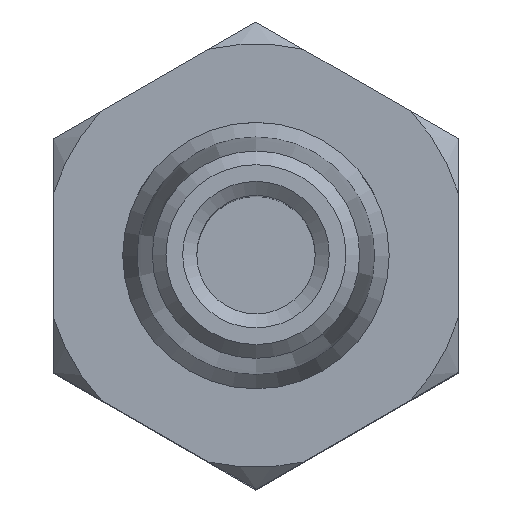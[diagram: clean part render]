
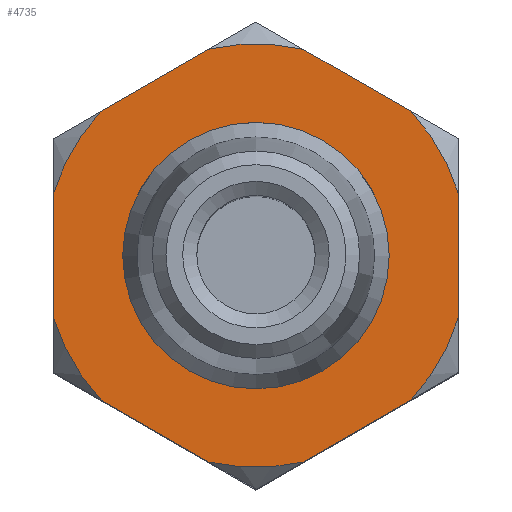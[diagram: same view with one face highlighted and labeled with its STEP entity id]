
A CAD part, top view. The second image highlights one B-rep face of the part: STEP entity #4735.
In plain terms, the highlighted planar face has unit normal (0, 0, 1).
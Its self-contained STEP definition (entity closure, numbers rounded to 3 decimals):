
#688=LINE('',#8516,#1109);
#689=LINE('',#8776,#1110);
#690=LINE('',#8777,#1111);
#691=LINE('',#8778,#1112);
#692=LINE('',#8779,#1113);
#693=LINE('',#8780,#1114);
#1109=VECTOR('',#5683,12.64);
#1110=VECTOR('',#5804,12.64);
#1111=VECTOR('',#5805,12.64);
#1112=VECTOR('',#5806,12.64);
#1113=VECTOR('',#5807,12.64);
#1114=VECTOR('',#5808,12.64);
#1299=PLANE('',#4966);
#1348=FACE_BOUND('',#1895,.T.);
#1600=FACE_OUTER_BOUND('',#1894,.T.);
#1894=EDGE_LOOP('',(#4277,#4278,#4279,#4280,#4281,#4282,#4283,#4284,#4285,
#4286,#4287,#4288));
#1895=EDGE_LOOP('',(#4289));
#1944=CIRCLE('',#4912,13.5);
#1947=CIRCLE('',#4919,21.452);
#1948=CIRCLE('',#4921,21.452);
#1949=CIRCLE('',#4923,21.452);
#1950=CIRCLE('',#4925,21.452);
#1951=CIRCLE('',#4927,21.452);
#1952=CIRCLE('',#4929,21.452);
#2353=VERTEX_POINT('',#8493);
#2360=VERTEX_POINT('',#8512);
#2361=VERTEX_POINT('',#8522);
#2365=VERTEX_POINT('',#8533);
#2366=VERTEX_POINT('',#8537);
#2368=VERTEX_POINT('',#8544);
#2369=VERTEX_POINT('',#8548);
#2370=VERTEX_POINT('',#8554);
#2371=VERTEX_POINT('',#8560);
#2373=VERTEX_POINT('',#8567);
#2374=VERTEX_POINT('',#8571);
#2375=VERTEX_POINT('',#8577);
#2377=VERTEX_POINT('',#8582);
#3000=EDGE_CURVE('',#2360,#2353,#688,.T.);
#3001=EDGE_CURVE('',#2361,#2361,#1944,.T.);
#3006=EDGE_CURVE('',#2365,#2366,#1947,.T.);
#3009=EDGE_CURVE('',#2368,#2369,#1948,.T.);
#3011=EDGE_CURVE('',#2360,#2370,#1949,.T.);
#3013=EDGE_CURVE('',#2371,#2353,#1950,.T.);
#3016=EDGE_CURVE('',#2373,#2374,#1951,.T.);
#3018=EDGE_CURVE('',#2377,#2375,#1952,.T.);
#3072=EDGE_CURVE('',#2373,#2375,#689,.T.);
#3073=EDGE_CURVE('',#2371,#2374,#690,.T.);
#3074=EDGE_CURVE('',#2368,#2370,#691,.T.);
#3075=EDGE_CURVE('',#2365,#2369,#692,.T.);
#3076=EDGE_CURVE('',#2377,#2366,#693,.T.);
#4277=ORIENTED_EDGE('',*,*,#3018,.T.);
#4278=ORIENTED_EDGE('',*,*,#3072,.F.);
#4279=ORIENTED_EDGE('',*,*,#3016,.T.);
#4280=ORIENTED_EDGE('',*,*,#3073,.F.);
#4281=ORIENTED_EDGE('',*,*,#3013,.T.);
#4282=ORIENTED_EDGE('',*,*,#3000,.F.);
#4283=ORIENTED_EDGE('',*,*,#3011,.T.);
#4284=ORIENTED_EDGE('',*,*,#3074,.F.);
#4285=ORIENTED_EDGE('',*,*,#3009,.T.);
#4286=ORIENTED_EDGE('',*,*,#3075,.F.);
#4287=ORIENTED_EDGE('',*,*,#3006,.T.);
#4288=ORIENTED_EDGE('',*,*,#3076,.F.);
#4289=ORIENTED_EDGE('',*,*,#3001,.T.);
#4735=ADVANCED_FACE('',(#1600,#1348),#1299,.T.);
#4912=AXIS2_PLACEMENT_3D('',#8523,#5694,#5695);
#4919=AXIS2_PLACEMENT_3D('',#8541,#5708,#5709);
#4921=AXIS2_PLACEMENT_3D('',#8552,#5712,#5713);
#4923=AXIS2_PLACEMENT_3D('',#8558,#5716,#5717);
#4925=AXIS2_PLACEMENT_3D('',#8564,#5720,#5721);
#4927=AXIS2_PLACEMENT_3D('',#8575,#5724,#5725);
#4929=AXIS2_PLACEMENT_3D('',#8583,#5728,#5729);
#4966=AXIS2_PLACEMENT_3D('',#8775,#5802,#5803);
#5683=DIRECTION('',(-0.001,1.,0.));
#5694=DIRECTION('center_axis',(0.,0.,-1.));
#5695=DIRECTION('ref_axis',(0.,-1.,0.));
#5708=DIRECTION('center_axis',(0.,0.,1.));
#5709=DIRECTION('ref_axis',(0.,-1.,0.));
#5712=DIRECTION('center_axis',(0.,0.,1.));
#5713=DIRECTION('ref_axis',(0.,-1.,0.));
#5716=DIRECTION('center_axis',(0.,0.,1.));
#5717=DIRECTION('ref_axis',(0.,-1.,0.));
#5720=DIRECTION('center_axis',(0.,0.,1.));
#5721=DIRECTION('ref_axis',(0.,-1.,0.));
#5724=DIRECTION('center_axis',(0.,0.,1.));
#5725=DIRECTION('ref_axis',(0.,-1.,0.));
#5728=DIRECTION('center_axis',(0.,0.,1.));
#5729=DIRECTION('ref_axis',(0.,-1.,0.));
#5802=DIRECTION('center_axis',(0.,0.,1.));
#5803=DIRECTION('ref_axis',(1.,0.,0.));
#5804=DIRECTION('',(0.866,-0.499,0.));
#5805=DIRECTION('',(0.866,0.501,0.));
#5806=DIRECTION('',(-0.866,0.499,0.));
#5807=DIRECTION('',(-0.866,-0.501,0.));
#5808=DIRECTION('',(0.001,-1.,0.));
#8493=CARTESIAN_POINT('',(-20.504,6.307,0.));
#8512=CARTESIAN_POINT('',(-20.496,-6.332,0.));
#8516=CARTESIAN_POINT('',(-20.493,-11.848,0.));
#8522=CARTESIAN_POINT('',(0.,-13.5,0.));
#8523=CARTESIAN_POINT('Origin',(0.,0.,0.));
#8533=CARTESIAN_POINT('',(15.732,-14.584,0.));
#8537=CARTESIAN_POINT('',(20.504,-6.307,0.));
#8541=CARTESIAN_POINT('Origin',(0.,0.,0.));
#8544=CARTESIAN_POINT('',(-4.764,-20.916,0.));
#8548=CARTESIAN_POINT('',(4.79,-20.91,0.));
#8552=CARTESIAN_POINT('Origin',(0.,0.,0.));
#8554=CARTESIAN_POINT('',(-15.714,-14.603,0.));
#8558=CARTESIAN_POINT('Origin',(0.,0.,0.));
#8560=CARTESIAN_POINT('',(-15.732,14.584,0.));
#8564=CARTESIAN_POINT('Origin',(0.,0.,0.));
#8567=CARTESIAN_POINT('',(4.764,20.916,0.));
#8571=CARTESIAN_POINT('',(-4.79,20.91,0.));
#8575=CARTESIAN_POINT('Origin',(0.,0.,0.));
#8577=CARTESIAN_POINT('',(15.714,14.603,0.));
#8582=CARTESIAN_POINT('',(20.496,6.332,0.));
#8583=CARTESIAN_POINT('Origin',(0.,0.,0.));
#8775=CARTESIAN_POINT('Origin',(0.,0.,
0.));
#8776=CARTESIAN_POINT('',(-0.015,23.671,0.));
#8777=CARTESIAN_POINT('',(-20.507,11.823,0.));
#8778=CARTESIAN_POINT('',(0.015,-23.671,0.));
#8779=CARTESIAN_POINT('',(20.507,-11.823,0.));
#8780=CARTESIAN_POINT('',(20.493,11.848,0.));
